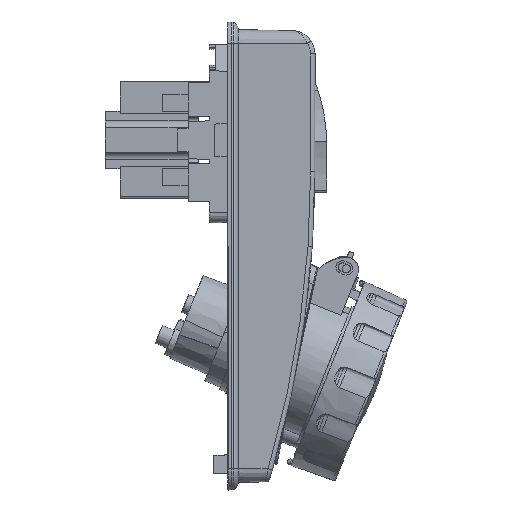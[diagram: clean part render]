
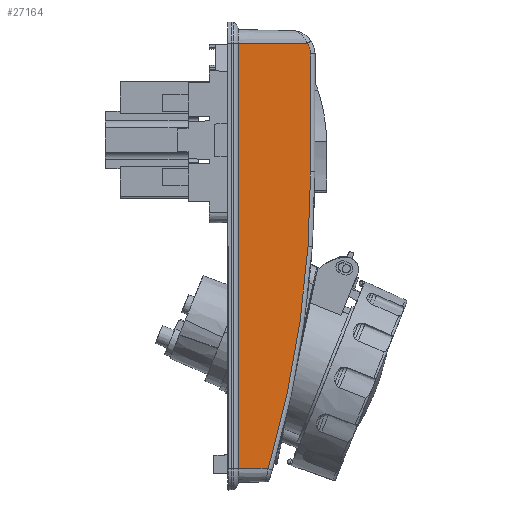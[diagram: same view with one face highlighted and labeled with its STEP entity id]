
A CAD part, front view. The second image highlights one B-rep face of the part: STEP entity #27164.
In plain terms, the highlighted planar face has unit normal (0.018, -1, 0).
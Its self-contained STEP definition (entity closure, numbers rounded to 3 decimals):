
#2605=DIRECTION('',(0.,0.,1.));
#2606=VECTOR('',#2605,200.);
#2607=CARTESIAN_POINT('',(101.187,-47.9,-94.5));
#2608=LINE('',#2607,#2606);
#2609=DIRECTION('',(1.,0.017,0.));
#2610=VECTOR('',#2609,32.498);
#2611=CARTESIAN_POINT('',(101.187,-47.9,105.5));
#2612=LINE('',#2611,#2610);
#2613=CARTESIAN_POINT('',(133.68,-47.333,105.5));
#2614=CARTESIAN_POINT('',(133.846,-47.33,105.254));
#2615=CARTESIAN_POINT('',(134.153,-47.325,104.747));
#2616=CARTESIAN_POINT('',(134.539,-47.318,103.94));
#2617=CARTESIAN_POINT('',(134.842,-47.313,103.101));
#2618=CARTESIAN_POINT('',(135.061,-47.309,102.235));
#2619=CARTESIAN_POINT('',(135.193,-47.306,101.351));
#2620=CARTESIAN_POINT('',(135.222,-47.306,100.759));
#2621=CARTESIAN_POINT('',(135.222,-47.306,100.462));
#2623=DIRECTION('',(0.,0.,-1.));
#2624=VECTOR('',#2623,55.462);
#2625=CARTESIAN_POINT('',(135.222,-47.306,100.462));
#2626=LINE('',#2625,#2624);
#2627=CARTESIAN_POINT('',(135.222,-47.306,45.));
#2628=CARTESIAN_POINT('',(135.222,-47.306,41.105));
#2629=CARTESIAN_POINT('',(135.131,-47.308,33.32));
#2630=CARTESIAN_POINT('',(134.72,-47.315,21.646));
#2631=CARTESIAN_POINT('',(134.264,-47.323,13.88));
#2632=CARTESIAN_POINT('',(133.99,-47.327,10.));
#2634=CARTESIAN_POINT('',(115.284,-47.654,
-94.5));
#2635=CARTESIAN_POINT('',(116.526,-47.632,
-90.245));
#2636=CARTESIAN_POINT('',(118.895,-47.591,
-81.704));
#2637=CARTESIAN_POINT('',(122.106,-47.535,
-68.798));
#2638=CARTESIAN_POINT('',(124.972,-47.485,
-55.813));
#2639=CARTESIAN_POINT('',(127.489,-47.441,
-42.755));
#2640=CARTESIAN_POINT('',(129.657,-47.403,
-29.635));
#2641=CARTESIAN_POINT('',(131.474,-47.371,
-16.461));
#2642=CARTESIAN_POINT('',(132.939,-47.346,
-3.243));
#2643=CARTESIAN_POINT('',(133.679,-47.333,5.583));
#2644=CARTESIAN_POINT('',(133.99,-47.327,10.));
#2646=DIRECTION('',(1.,0.017,0.));
#2647=VECTOR('',#2646,14.1);
#2648=CARTESIAN_POINT('',(101.187,-47.9,-94.5));
#2649=LINE('',#2648,#2647);
#4666=CARTESIAN_POINT('',(115.284,-47.654,
-94.5));
#4680=CARTESIAN_POINT('',(133.99,-47.327,10.));
#22027=CARTESIAN_POINT('',(135.222,-47.306,
100.462));
#22028=CARTESIAN_POINT('',(135.222,-47.306,45.));
#22029=VERTEX_POINT('',#22027);
#22030=VERTEX_POINT('',#22028);
#22032=VERTEX_POINT('',#2613);
#22378=CARTESIAN_POINT('',(101.187,-47.9,105.5));
#22380=VERTEX_POINT('',#22378);
#22392=VERTEX_POINT('',#4680);
#22927=VERTEX_POINT('',#4666);
#22937=CARTESIAN_POINT('',(101.187,-47.9,-94.5));
#22939=VERTEX_POINT('',#22937);
#27144=CARTESIAN_POINT('',(101.187,-47.9,
5.5));
#27145=DIRECTION('',(-0.017,1.,0.));
#27146=DIRECTION('',(0.,0.,-1.));
#27147=AXIS2_PLACEMENT_3D('',#27144,#27145,#27146);
#27148=PLANE('',#27147);
#27150=ORIENTED_EDGE('',*,*,#27149,.F.);
#27151=ORIENTED_EDGE('',*,*,#27135,.T.);
#27153=ORIENTED_EDGE('',*,*,#27152,.T.);
#27155=ORIENTED_EDGE('',*,*,#27154,.T.);
#27157=ORIENTED_EDGE('',*,*,#27156,.T.);
#27159=ORIENTED_EDGE('',*,*,#27158,.T.);
#27161=ORIENTED_EDGE('',*,*,#27160,.F.);
#27162=EDGE_LOOP('',(#27150,#27151,#27153,#27155,#27157,#27159,#27161));
#27163=FACE_OUTER_BOUND('',#27162,.F.);
#27164=ADVANCED_FACE('',(#27163),#27148,.F.);
#2622=B_SPLINE_CURVE_WITH_KNOTS('',3,(#2613,#2614,#2615,#2616,#2617,#2618,#2619,
#2620,#2621),.UNSPECIFIED.,.F.,.F.,(4,1,1,1,1,1,4),(0.,0.167,
0.333,0.5,0.667,0.833,1.),
.UNSPECIFIED.);
#2633=B_SPLINE_CURVE_WITH_KNOTS('',3,(#2627,#2628,#2629,#2630,#2631,#2632),
.UNSPECIFIED.,.F.,.F.,(4,1,1,4),(0.,0.333,0.667,1.),
.UNSPECIFIED.);
#2645=B_SPLINE_CURVE_WITH_KNOTS('',3,(#2634,#2635,#2636,#2637,#2638,#2639,#2640,
#2641,#2642,#2643,#2644),.UNSPECIFIED.,.F.,.F.,(4,1,1,1,1,1,1,1,4),(0.,
0.125,0.25,0.375,0.5,0.625,0.75,0.875,1.),.UNSPECIFIED.);
#27135=EDGE_CURVE('',#22939,#22380,#2608,.T.);
#27149=EDGE_CURVE('',#22939,#22927,#2649,.T.);
#27152=EDGE_CURVE('',#22380,#22032,#2612,.T.);
#27154=EDGE_CURVE('',#22032,#22029,#2622,.T.);
#27156=EDGE_CURVE('',#22029,#22030,#2626,.T.);
#27158=EDGE_CURVE('',#22030,#22392,#2633,.T.);
#27160=EDGE_CURVE('',#22927,#22392,#2645,.T.);
